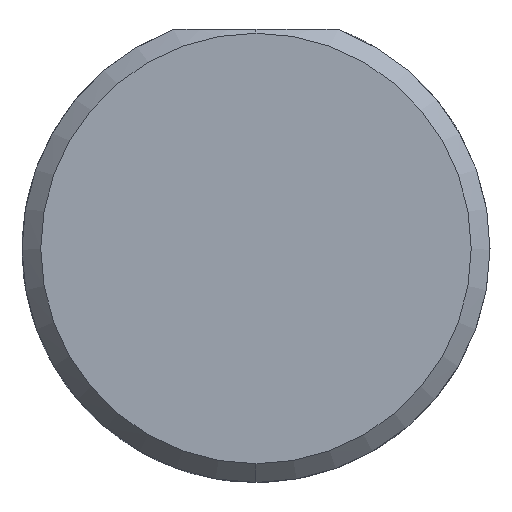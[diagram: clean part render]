
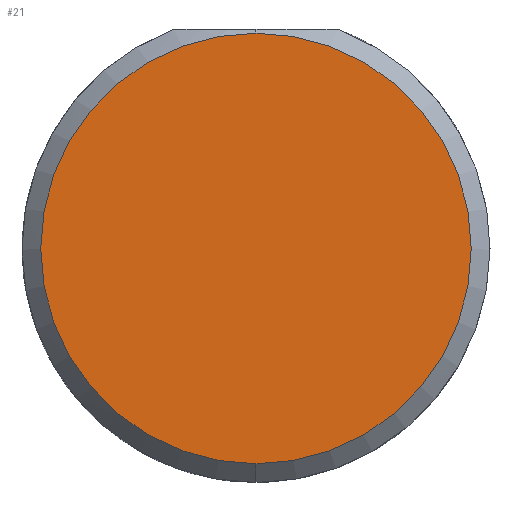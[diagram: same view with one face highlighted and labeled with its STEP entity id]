
A CAD part, left-side view. The second image highlights one B-rep face of the part: STEP entity #21.
In plain terms, the highlighted planar face has unit normal (-1, 0, 0).
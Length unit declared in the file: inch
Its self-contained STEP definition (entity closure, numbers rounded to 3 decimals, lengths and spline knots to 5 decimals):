
#13 = CARTESIAN_POINT ( 'NONE',  ( 0., 0., 0. ) ) ;
#21 = ADVANCED_FACE ( 'NONE', ( #97 ), #476, .F. ) ;
#88 = DIRECTION ( 'NONE',  ( 1., 0., 0. ) ) ;
#93 = VERTEX_POINT ( 'NONE', #198 ) ;
#97 = FACE_OUTER_BOUND ( 'NONE', #378, .T. ) ;
#111 = CARTESIAN_POINT ( 'NONE',  ( 0., 0., -0.17235 ) ) ;
#125 = DIRECTION ( 'NONE',  ( 0., 0., 1. ) ) ;
#135 = CARTESIAN_POINT ( 'NONE',  ( 0., 0., 0. ) ) ;
#150 = DIRECTION ( 'NONE',  ( -1., 0., 0. ) ) ;
#162 = CIRCLE ( 'NONE', #489, 0.17235 ) ;
#166 = EDGE_CURVE ( 'NONE', #93, #547, #252, .T. ) ;
#198 = CARTESIAN_POINT ( 'NONE',  ( 0., 0., 0.17235 ) ) ;
#202 = DIRECTION ( 'NONE',  ( 0., 0., 1. ) ) ;
#252 = CIRCLE ( 'NONE', #557, 0.17235 ) ;
#289 = DIRECTION ( 'NONE',  ( 0., 0., -1. ) ) ;
#294 = EDGE_CURVE ( 'NONE', #547, #93, #162, .T. ) ;
#337 = ORIENTED_EDGE ( 'NONE', *, *, #166, .T. ) ;
#365 = CARTESIAN_POINT ( 'NONE',  ( 0., 0., 0. ) ) ;
#378 = EDGE_LOOP ( 'NONE', ( #530, #337 ) ) ;
#476 = PLANE ( 'NONE',  #626 ) ;
#489 = AXIS2_PLACEMENT_3D ( 'NONE', #365, #615, #125 ) ;
#530 = ORIENTED_EDGE ( 'NONE', *, *, #294, .T. ) ;
#547 = VERTEX_POINT ( 'NONE', #111 ) ;
#557 = AXIS2_PLACEMENT_3D ( 'NONE', #13, #150, #202 ) ;
#615 = DIRECTION ( 'NONE',  ( -1., 0., 0. ) ) ;
#626 = AXIS2_PLACEMENT_3D ( 'NONE', #135, #88, #289 ) ;
